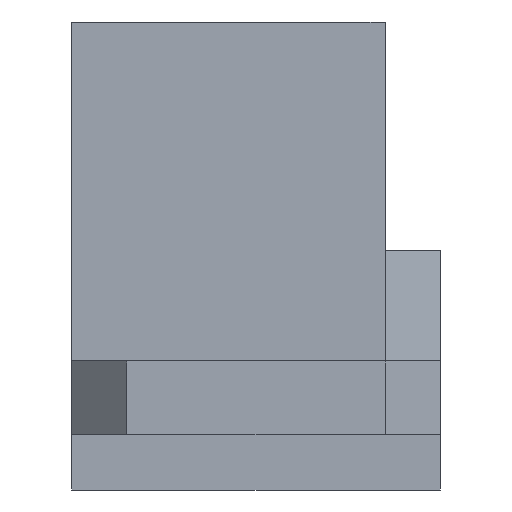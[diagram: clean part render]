
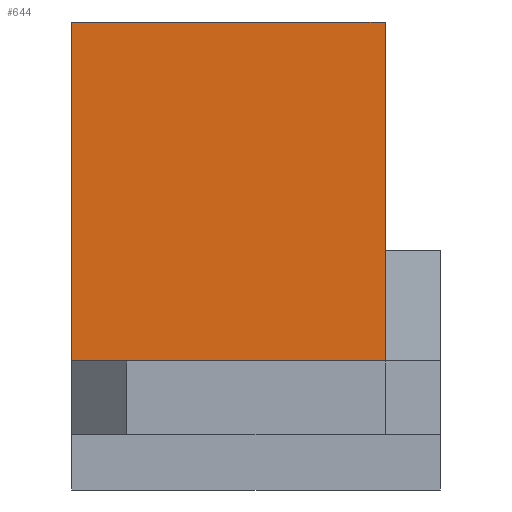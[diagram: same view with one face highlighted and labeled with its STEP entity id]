
A CAD part, left-side view. The second image highlights one B-rep face of the part: STEP entity #644.
In plain terms, the highlighted planar face has unit normal (-1, 0, 0).
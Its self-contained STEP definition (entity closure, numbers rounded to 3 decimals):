
#68=FACE_OUTER_BOUND('',#102,.T.);
#102=EDGE_LOOP('',(#519,#520,#521,#522));
#139=LINE('',#947,#211);
#156=LINE('',#984,#228);
#180=LINE('',#1035,#252);
#182=LINE('',#1045,#254);
#211=VECTOR('',#761,10.);
#228=VECTOR('',#786,10.);
#252=VECTOR('',#834,10.);
#254=VECTOR('',#846,10.);
#282=VERTEX_POINT('',#944);
#283=VERTEX_POINT('',#946);
#298=VERTEX_POINT('',#981);
#299=VERTEX_POINT('',#983);
#347=EDGE_CURVE('',#283,#282,#139,.T.);
#365=EDGE_CURVE('',#299,#298,#156,.T.);
#392=EDGE_CURVE('',#283,#298,#180,.T.);
#397=EDGE_CURVE('',#299,#282,#182,.T.);
#519=ORIENTED_EDGE('',*,*,#365,.T.);
#520=ORIENTED_EDGE('',*,*,#392,.F.);
#521=ORIENTED_EDGE('',*,*,#347,.T.);
#522=ORIENTED_EDGE('',*,*,#397,.F.);
#615=PLANE('',#701);
#644=ADVANCED_FACE('',(#68),#615,.T.);
#701=AXIS2_PLACEMENT_3D('',#1044,#844,#845);
#761=DIRECTION('',(0.,1.,0.));
#786=DIRECTION('',(0.,-1.,0.));
#834=DIRECTION('',(0.,0.,-1.));
#844=DIRECTION('center_axis',(-1.,0.,0.));
#845=DIRECTION('ref_axis',(0.,0.,1.));
#846=DIRECTION('',(0.,0.,1.));
#944=CARTESIAN_POINT('',(30.25,10.,45.392));
#946=CARTESIAN_POINT('',(30.25,-7.,45.392));
#947=CARTESIAN_POINT('',(30.25,7.,45.392));
#981=CARTESIAN_POINT('',(30.25,-7.,27.));
#983=CARTESIAN_POINT('',(30.25,10.,27.));
#984=CARTESIAN_POINT('',(30.25,0.,27.));
#1035=CARTESIAN_POINT('',(30.25,-7.,45.392));
#1044=CARTESIAN_POINT('Origin',(30.25,7.,23.));
#1045=CARTESIAN_POINT('',(30.25,10.,45.392));
